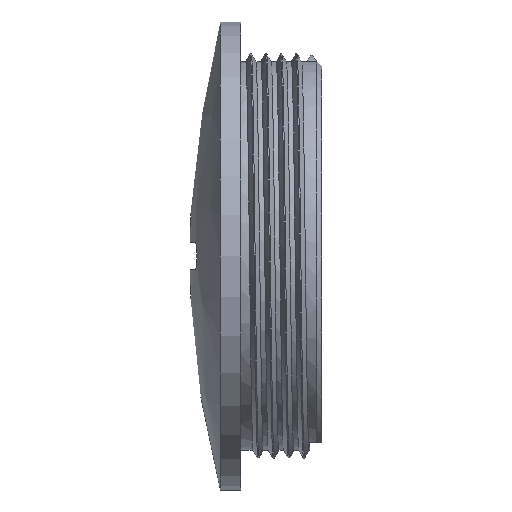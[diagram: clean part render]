
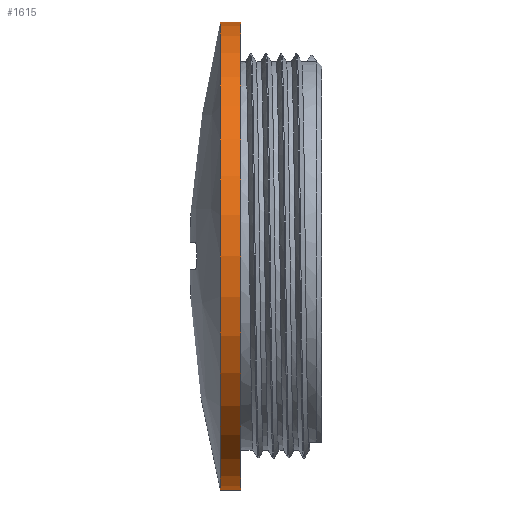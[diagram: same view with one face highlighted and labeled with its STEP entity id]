
A CAD part, front view. The second image highlights one B-rep face of the part: STEP entity #1615.
In plain terms, the highlighted cylindrical face has radius 23.05 mm (diameter 46.1 mm), a full revolution.
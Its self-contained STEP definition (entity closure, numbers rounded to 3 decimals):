
#41=FACE_BOUND('',#310,.T.);
#211=FACE_OUTER_BOUND('',#309,.T.);
#309=EDGE_LOOP('',(#1503));
#310=EDGE_LOOP('',(#1504));
#597=CIRCLE('',#1671,23.05);
#653=CIRCLE('',#1791,23.05);
#711=VERTEX_POINT('',#3294);
#805=VERTEX_POINT('',#3651);
#882=EDGE_CURVE('',#711,#711,#597,.T.);
#1039=EDGE_CURVE('',#805,#805,#653,.T.);
#1503=ORIENTED_EDGE('',*,*,#882,.T.);
#1504=ORIENTED_EDGE('',*,*,#1039,.F.);
#1525=CYLINDRICAL_SURFACE('',#1790,23.05);
#1615=ADVANCED_FACE('',(#211,#41),#1525,.T.);
#1671=AXIS2_PLACEMENT_3D('',#3295,#1922,#1923);
#1790=AXIS2_PLACEMENT_3D('',#3650,#2255,#2256);
#1791=AXIS2_PLACEMENT_3D('',#3652,#2257,#2258);
#1922=DIRECTION('center_axis',(1.,0.,0.));
#1923=DIRECTION('ref_axis',(0.,0.,-1.));
#2255=DIRECTION('center_axis',(1.,0.,0.));
#2256=DIRECTION('ref_axis',(0.,1.,0.));
#2257=DIRECTION('center_axis',(1.,0.,0.));
#2258=DIRECTION('ref_axis',(0.,0.,-1.));
#3294=CARTESIAN_POINT('',(-10.,23.05,0.));
#3295=CARTESIAN_POINT('Origin',(-10.,0.,0.));
#3650=CARTESIAN_POINT('Origin',(-9.,0.,0.));
#3651=CARTESIAN_POINT('',(-8.,23.05,0.));
#3652=CARTESIAN_POINT('Origin',(-8.,0.,0.));
